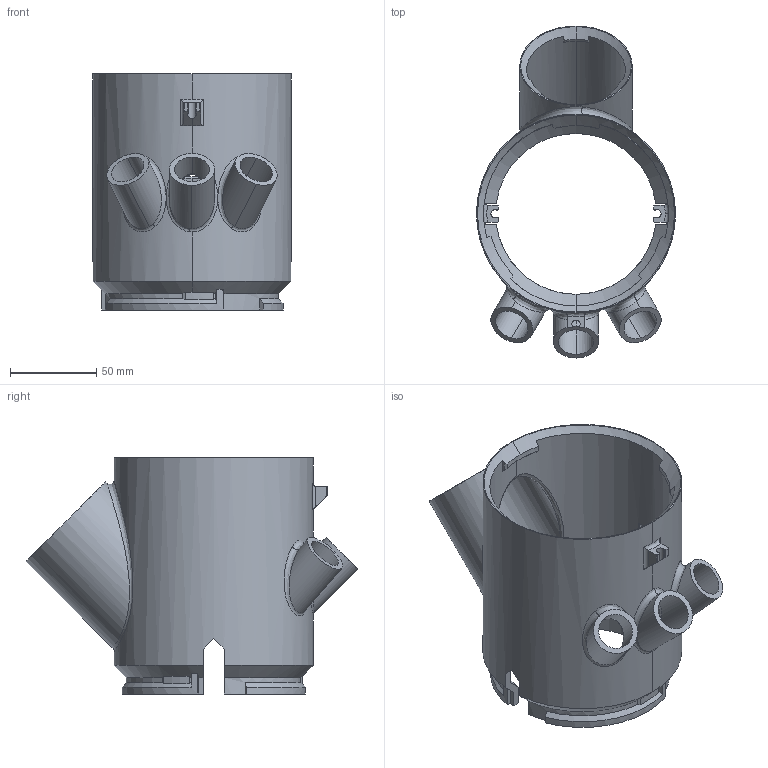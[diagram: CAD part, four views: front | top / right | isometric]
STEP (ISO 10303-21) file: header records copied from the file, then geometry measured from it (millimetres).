
FILE_DESCRIPTION (( 'STEP AP203' ), '1' );
FILE_NAME ('Filling_Module_Cut.STEP', '2020-11-29T12:41:07', ( '' ), ( '' ), '', '', '' );
FILE_SCHEMA (( 'CONFIG_CONTROL_DESIGN' ));
Length unit declared in the file: millimetre
Products named in the file (1): Filling_Module_Cut
Bounding box: 115 x 191.98 x 136.5 mm (x, y, z)
Volume: 222808.2 mm3; surface area: 116772.3 mm2
Topology: 1 solids, 1 shells, 191 faces, 556 edges, 368 vertices
Faces by surface type: plane 72, cylinder 71, cone 28, bspline 16, torus 4
Entity records: 11297 total; most frequent: CARTESIAN_POINT 6322, ORIENTED_EDGE 1112, DIRECTION 946, EDGE_CURVE 556, VERTEX_POINT 368, AXIS2_PLACEMENT_3D 352, LINE 242, VECTOR 242
